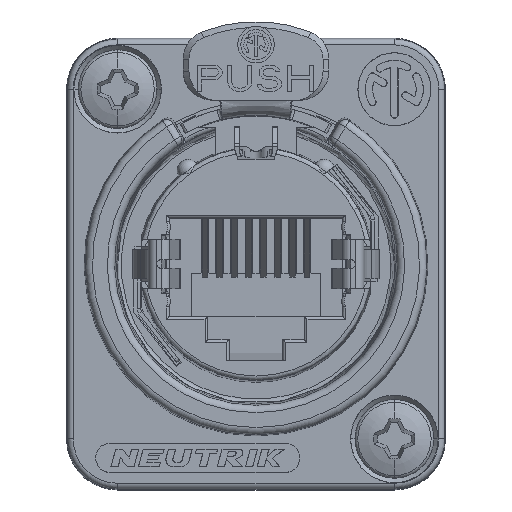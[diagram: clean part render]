
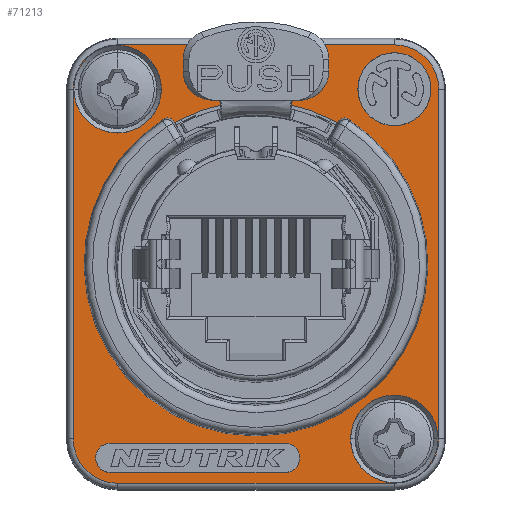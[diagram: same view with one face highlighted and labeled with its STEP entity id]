
A CAD part, top view. The second image highlights one B-rep face of the part: STEP entity #71213.
In plain terms, the highlighted planar face has unit normal (0, 0, 1).
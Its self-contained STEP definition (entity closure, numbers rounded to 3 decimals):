
#61838=CARTESIAN_POINT('',(-9.5,12.,2.));
#61839=DIRECTION('',(0.,0.,1.));
#61840=DIRECTION('',(0.,1.,0.));
#61841=AXIS2_PLACEMENT_3D('',#61838,#61839,#61840);
#61843=DIRECTION('',(-1.,0.,0.));
#61844=VECTOR('',#61843,19.);
#61845=CARTESIAN_POINT('',(9.5,15.044,2.));
#61846=LINE('',#61845,#61844);
#61847=CARTESIAN_POINT('',(9.5,12.,2.));
#61848=DIRECTION('',(0.,0.,1.));
#61849=DIRECTION('',(1.,0.,0.));
#61850=AXIS2_PLACEMENT_3D('',#61847,#61848,#61849);
#61852=DIRECTION('',(0.,1.,0.));
#61853=VECTOR('',#61852,24.);
#61854=CARTESIAN_POINT('',(12.544,-12.,2.));
#61855=LINE('',#61854,#61853);
#61856=CARTESIAN_POINT('',(9.5,-12.,2.));
#61857=DIRECTION('',(0.,0.,1.));
#61858=DIRECTION('',(0.,-1.,0.));
#61859=AXIS2_PLACEMENT_3D('',#61856,#61857,#61858);
#61861=DIRECTION('',(1.,0.,0.));
#61862=VECTOR('',#61861,19.);
#61863=CARTESIAN_POINT('',(-9.5,-15.044,2.));
#61864=LINE('',#61863,#61862);
#61865=CARTESIAN_POINT('',(-9.5,-12.,2.));
#61866=DIRECTION('',(0.,0.,1.));
#61867=DIRECTION('',(-1.,0.,0.));
#61868=AXIS2_PLACEMENT_3D('',#61865,#61866,#61867);
#61870=DIRECTION('',(0.,-1.,0.));
#61871=VECTOR('',#61870,24.);
#61872=CARTESIAN_POINT('',(-12.544,12.,2.));
#61873=LINE('',#61872,#61871);
#61874=CARTESIAN_POINT('',(-10.,-13.3,2.));
#61875=DIRECTION('',(0.,0.,1.));
#61876=DIRECTION('',(0.,1.,0.));
#61877=AXIS2_PLACEMENT_3D('',#61874,#61875,#61876);
#61879=DIRECTION('',(1.,0.,0.));
#61880=VECTOR('',#61879,12.);
#61881=CARTESIAN_POINT('',(-10.,-14.31,2.));
#61882=LINE('',#61881,#61880);
#61883=CARTESIAN_POINT('',(2.,-13.3,2.));
#61884=DIRECTION('',(0.,0.,1.));
#61885=DIRECTION('',(0.,-1.,0.));
#61886=AXIS2_PLACEMENT_3D('',#61883,#61884,#61885);
#61888=DIRECTION('',(-1.,0.,0.));
#61889=VECTOR('',#61888,12.);
#61890=CARTESIAN_POINT('',(2.,-12.29,2.));
#61891=LINE('',#61890,#61889);
#61892=CARTESIAN_POINT('',(9.5,12.,2.));
#61893=DIRECTION('',(0.,0.,1.));
#61894=DIRECTION('',(1.,0.,0.));
#61895=AXIS2_PLACEMENT_3D('',#61892,#61893,#61894);
#61897=CARTESIAN_POINT('',(9.5,12.,2.));
#61898=DIRECTION('',(0.,0.,1.));
#61899=DIRECTION('',(-1.,0.,0.));
#61900=AXIS2_PLACEMENT_3D('',#61897,#61898,#61899);
#61902=CARTESIAN_POINT('',(-9.5,12.,2.));
#61903=DIRECTION('',(0.,0.,1.));
#61904=DIRECTION('',(-1.,0.,0.));
#61905=AXIS2_PLACEMENT_3D('',#61902,#61903,#61904);
#61907=CARTESIAN_POINT('',(-9.5,12.,2.));
#61908=DIRECTION('',(0.,0.,1.));
#61909=DIRECTION('',(1.,0.,0.));
#61910=AXIS2_PLACEMENT_3D('',#61907,#61908,#61909);
#61912=CARTESIAN_POINT('',(9.5,-12.,2.));
#61913=DIRECTION('',(0.,0.,1.));
#61914=DIRECTION('',(-1.,0.,0.));
#61915=AXIS2_PLACEMENT_3D('',#61912,#61913,#61914);
#61917=CARTESIAN_POINT('',(9.5,-12.,2.));
#61918=DIRECTION('',(0.,0.,1.));
#61919=DIRECTION('',(1.,0.,0.));
#61920=AXIS2_PLACEMENT_3D('',#61917,#61918,#61919);
#61922=DIRECTION('',(-0.5,0.866,0.));
#61923=VECTOR('',#61922,0.09);
#61924=CARTESIAN_POINT('',(-5.6,9.699,2.));
#61925=LINE('',#61924,#61923);
#61926=CARTESIAN_POINT('',(0.,0.,2.));
#61927=DIRECTION('',(0.,0.,1.));
#61928=DIRECTION('',(-0.538,0.843,0.));
#61929=AXIS2_PLACEMENT_3D('',#61926,#61927,#61928);
#61931=DIRECTION('',(-0.5,-0.866,
0.));
#61932=VECTOR('',#61931,0.09);
#61933=CARTESIAN_POINT('',(5.645,9.777,2.));
#61934=LINE('',#61933,#61932);
#61935=CARTESIAN_POINT('',(0.,0.,2.));
#61936=DIRECTION('',(0.,0.,1.));
#61937=DIRECTION('',(0.5,0.866,0.));
#61938=AXIS2_PLACEMENT_3D('',#61935,#61936,#61937);
#63760=CARTESIAN_POINT('',(-5.645,9.777,
2.));
#63777=CARTESIAN_POINT('',(-6.346,9.948,2.));
#63778=CARTESIAN_POINT('',(-6.308,9.973,2.));
#63779=CARTESIAN_POINT('',(-6.228,10.01,2.));
#63780=CARTESIAN_POINT('',(-6.089,10.033,2.));
#63781=CARTESIAN_POINT('',(-5.953,10.017,2.));
#63782=CARTESIAN_POINT('',(-5.829,9.968,2.));
#63783=CARTESIAN_POINT('',(-5.72,9.885,2.));
#63784=CARTESIAN_POINT('',(-5.667,9.816,
2.));
#63785=CARTESIAN_POINT('',(-5.645,9.777,
2.));
#63812=CARTESIAN_POINT('',(6.346,9.948,2.));
#63819=CARTESIAN_POINT('',(-6.346,9.948,2.));
#63821=CARTESIAN_POINT('',(5.645,9.777,2.));
#63822=CARTESIAN_POINT('',(5.667,9.816,2.));
#63823=CARTESIAN_POINT('',(5.72,9.885,2.));
#63824=CARTESIAN_POINT('',(5.832,9.97,2.));
#63825=CARTESIAN_POINT('',(5.957,10.018,2.));
#63826=CARTESIAN_POINT('',(6.091,10.033,2.));
#63827=CARTESIAN_POINT('',(6.229,10.009,2.));
#63828=CARTESIAN_POINT('',(6.308,9.972,2.));
#63829=CARTESIAN_POINT('',(6.346,9.948,2.));
#65920=CARTESIAN_POINT('',(5.645,9.777,2.));
#69923=CARTESIAN_POINT('',(5.6,9.699,2.));
#69924=CARTESIAN_POINT('',(-5.6,9.699,2.));
#69925=VERTEX_POINT('',#69923);
#69926=VERTEX_POINT('',#69924);
#69931=CARTESIAN_POINT('',(-12.507,12.,2.));
#69932=VERTEX_POINT('',#69931);
#69933=CARTESIAN_POINT('',(-6.493,12.,2.));
#69934=VERTEX_POINT('',#69933);
#69939=CARTESIAN_POINT('',(6.493,-12.,2.));
#69940=VERTEX_POINT('',#69939);
#69941=CARTESIAN_POINT('',(12.507,-12.,2.));
#69942=VERTEX_POINT('',#69941);
#69951=CARTESIAN_POINT('',(-10.,-12.29,2.));
#69952=VERTEX_POINT('',#69951);
#69953=CARTESIAN_POINT('',(-10.,-14.31,2.));
#69954=VERTEX_POINT('',#69953);
#69955=CARTESIAN_POINT('',(2.,-14.31,2.));
#69956=VERTEX_POINT('',#69955);
#69957=CARTESIAN_POINT('',(2.,-12.29,2.));
#69958=VERTEX_POINT('',#69957);
#69963=CARTESIAN_POINT('',(12.01,12.,2.));
#69964=VERTEX_POINT('',#69963);
#69965=CARTESIAN_POINT('',(6.99,12.,2.));
#69966=VERTEX_POINT('',#69965);
#70535=CARTESIAN_POINT('',(-9.5,15.044,2.));
#70536=CARTESIAN_POINT('',(-12.544,12.,2.));
#70537=VERTEX_POINT('',#70535);
#70538=VERTEX_POINT('',#70536);
#70543=CARTESIAN_POINT('',(-12.544,-12.,2.));
#70544=VERTEX_POINT('',#70543);
#70547=CARTESIAN_POINT('',(-9.5,-15.044,2.));
#70548=VERTEX_POINT('',#70547);
#70551=CARTESIAN_POINT('',(9.5,-15.044,2.));
#70552=VERTEX_POINT('',#70551);
#70555=CARTESIAN_POINT('',(12.544,-12.,2.));
#70556=VERTEX_POINT('',#70555);
#70559=CARTESIAN_POINT('',(12.544,12.,2.));
#70560=VERTEX_POINT('',#70559);
#70563=CARTESIAN_POINT('',(9.5,15.044,2.));
#70564=VERTEX_POINT('',#70563);
#70596=VERTEX_POINT('',#63760);
#70597=VERTEX_POINT('',#63819);
#70599=VERTEX_POINT('',#63812);
#70601=VERTEX_POINT('',#65920);
#71149=CARTESIAN_POINT('',(0.,0.,2.));
#71150=DIRECTION('',(0.,0.,1.));
#71151=DIRECTION('',(1.,0.,0.));
#71152=AXIS2_PLACEMENT_3D('',#71149,#71150,#71151);
#71153=PLANE('',#71152);
#71155=ORIENTED_EDGE('',*,*,#71154,.F.);
#71157=ORIENTED_EDGE('',*,*,#71156,.F.);
#71159=ORIENTED_EDGE('',*,*,#71158,.F.);
#71161=ORIENTED_EDGE('',*,*,#71160,.F.);
#71163=ORIENTED_EDGE('',*,*,#71162,.F.);
#71164=ORIENTED_EDGE('',*,*,#71139,.F.);
#71166=ORIENTED_EDGE('',*,*,#71165,.F.);
#71168=ORIENTED_EDGE('',*,*,#71167,.F.);
#71169=EDGE_LOOP('',(#71155,#71157,#71159,#71161,#71163,#71164,#71166,#71168));
#71170=FACE_OUTER_BOUND('',#71169,.F.);
#71172=ORIENTED_EDGE('',*,*,#71171,.T.);
#71174=ORIENTED_EDGE('',*,*,#71173,.T.);
#71176=ORIENTED_EDGE('',*,*,#71175,.T.);
#71178=ORIENTED_EDGE('',*,*,#71177,.T.);
#71179=EDGE_LOOP('',(#71172,#71174,#71176,#71178));
#71180=FACE_BOUND('',#71179,.F.);
#71182=ORIENTED_EDGE('',*,*,#71181,.T.);
#71184=ORIENTED_EDGE('',*,*,#71183,.T.);
#71185=EDGE_LOOP('',(#71182,#71184));
#71186=FACE_BOUND('',#71185,.F.);
#71188=ORIENTED_EDGE('',*,*,#71187,.T.);
#71190=ORIENTED_EDGE('',*,*,#71189,.T.);
#71191=EDGE_LOOP('',(#71188,#71190));
#71192=FACE_BOUND('',#71191,.F.);
#71194=ORIENTED_EDGE('',*,*,#71193,.T.);
#71196=ORIENTED_EDGE('',*,*,#71195,.T.);
#71197=EDGE_LOOP('',(#71194,#71196));
#71198=FACE_BOUND('',#71197,.F.);
#71200=ORIENTED_EDGE('',*,*,#71199,.T.);
#71202=ORIENTED_EDGE('',*,*,#71201,.F.);
#71204=ORIENTED_EDGE('',*,*,#71203,.T.);
#71206=ORIENTED_EDGE('',*,*,#71205,.F.);
#71208=ORIENTED_EDGE('',*,*,#71207,.T.);
#71210=ORIENTED_EDGE('',*,*,#71209,.T.);
#71211=EDGE_LOOP('',(#71200,#71202,#71204,#71206,#71208,#71210));
#71212=FACE_BOUND('',#71211,.F.);
#71213=ADVANCED_FACE('',(#71170,#71180,#71186,#71192,#71198,#71212),#71153,.T.);
#61842=CIRCLE('',#61841,3.044);
#61851=CIRCLE('',#61850,3.044);
#61860=CIRCLE('',#61859,3.044);
#61869=CIRCLE('',#61868,3.044);
#61878=CIRCLE('',#61877,1.01);
#61887=CIRCLE('',#61886,1.01);
#61896=CIRCLE('',#61895,2.51);
#61901=CIRCLE('',#61900,2.51);
#61906=CIRCLE('',#61905,3.007);
#61911=CIRCLE('',#61910,3.007);
#61916=CIRCLE('',#61915,3.007);
#61921=CIRCLE('',#61920,3.007);
#61930=CIRCLE('',#61929,11.8);
#61939=CIRCLE('',#61938,11.2);
#63786=B_SPLINE_CURVE_WITH_KNOTS('',3,(#63777,#63778,#63779,#63780,#63781,
#63782,#63783,#63784,#63785),.UNSPECIFIED.,.F.,.F.,(4,1,1,1,1,1,4),(0.,
0.167,0.333,0.5,0.667,0.833,
1.),.UNSPECIFIED.);
#63830=B_SPLINE_CURVE_WITH_KNOTS('',3,(#63821,#63822,#63823,#63824,#63825,
#63826,#63827,#63828,#63829),.UNSPECIFIED.,.F.,.F.,(4,1,1,1,1,1,4),(0.,
0.167,0.333,0.5,0.667,0.833,
1.),.UNSPECIFIED.);
#71139=EDGE_CURVE('',#70548,#70552,#61864,.T.);
#71154=EDGE_CURVE('',#70537,#70538,#61842,.T.);
#71156=EDGE_CURVE('',#70564,#70537,#61846,.T.);
#71158=EDGE_CURVE('',#70560,#70564,#61851,.T.);
#71160=EDGE_CURVE('',#70556,#70560,#61855,.T.);
#71162=EDGE_CURVE('',#70552,#70556,#61860,.T.);
#71165=EDGE_CURVE('',#70544,#70548,#61869,.T.);
#71167=EDGE_CURVE('',#70538,#70544,#61873,.T.);
#71171=EDGE_CURVE('',#69952,#69954,#61878,.T.);
#71173=EDGE_CURVE('',#69954,#69956,#61882,.T.);
#71175=EDGE_CURVE('',#69956,#69958,#61887,.T.);
#71177=EDGE_CURVE('',#69958,#69952,#61891,.T.);
#71181=EDGE_CURVE('',#69964,#69966,#61896,.T.);
#71183=EDGE_CURVE('',#69966,#69964,#61901,.T.);
#71187=EDGE_CURVE('',#69932,#69934,#61906,.T.);
#71189=EDGE_CURVE('',#69934,#69932,#61911,.T.);
#71193=EDGE_CURVE('',#69940,#69942,#61916,.T.);
#71195=EDGE_CURVE('',#69942,#69940,#61921,.T.);
#71199=EDGE_CURVE('',#69926,#70596,#61925,.T.);
#71201=EDGE_CURVE('',#70597,#70596,#63786,.T.);
#71203=EDGE_CURVE('',#70597,#70599,#61930,.T.);
#71205=EDGE_CURVE('',#70601,#70599,#63830,.T.);
#71207=EDGE_CURVE('',#70601,#69925,#61934,.T.);
#71209=EDGE_CURVE('',#69925,#69926,#61939,.T.);
